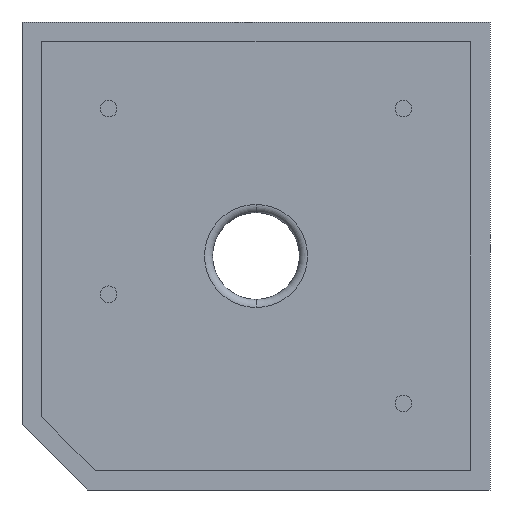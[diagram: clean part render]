
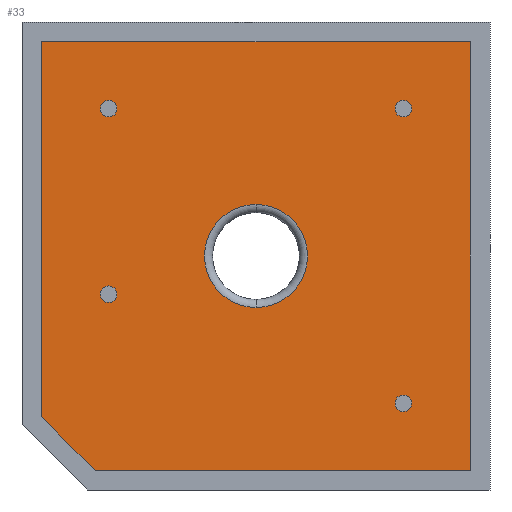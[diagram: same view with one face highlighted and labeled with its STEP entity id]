
A CAD part, front view. The second image highlights one B-rep face of the part: STEP entity #33.
In plain terms, the highlighted planar face has unit normal (0, -1, 0).
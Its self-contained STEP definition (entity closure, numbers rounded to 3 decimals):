
#3 = CARTESIAN_POINT ( 'NONE',  ( -13.175, 0.2, -9.878 ) ) ;
#29 = DIRECTION ( 'NONE',  ( 0., 1., 0. ) ) ;
#31 = DIRECTION ( 'NONE',  ( 0., 0., -1. ) ) ;
#33 = ADVANCED_FACE ( 'NONE', ( #578, #689 ), #893, .T. ) ;
#44 = DIRECTION ( 'NONE',  ( 0., 0., -1. ) ) ;
#48 = VERTEX_POINT ( 'NONE', #820 ) ;
#64 = LINE ( 'NONE', #870, #84 ) ;
#75 = DIRECTION ( 'NONE',  ( 0.707, 0., -0.707 ) ) ;
#84 = VECTOR ( 'NONE', #946, 1000. ) ;
#92 = CARTESIAN_POINT ( 'NONE',  ( -13.175, 0.2, 13.175 ) ) ;
#93 = EDGE_CURVE ( 'NONE', #864, #586, #794, .T. ) ;
#96 = EDGE_LOOP ( 'NONE', ( #626, #307, #790, #919, #282 ) ) ;
#172 = VERTEX_POINT ( 'NONE', #617 ) ;
#185 = CARTESIAN_POINT ( 'NONE',  ( 0., 0.2, 0. ) ) ;
#211 = VECTOR ( 'NONE', #381, 1000. ) ;
#282 = ORIENTED_EDGE ( 'NONE', *, *, #727, .T. ) ;
#307 = ORIENTED_EDGE ( 'NONE', *, *, #785, .T. ) ;
#310 = LINE ( 'NONE', #648, #716 ) ;
#320 = DIRECTION ( 'NONE',  ( 0., 0., 1. ) ) ;
#352 = DIRECTION ( 'NONE',  ( 0., 0., -1. ) ) ;
#363 = VECTOR ( 'NONE', #44, 1000. ) ;
#375 = VERTEX_POINT ( 'NONE', #735 ) ;
#381 = DIRECTION ( 'NONE',  ( 1., 0., 0. ) ) ;
#425 = CARTESIAN_POINT ( 'NONE',  ( 0., 0.2, 3.167 ) ) ;
#430 = CARTESIAN_POINT ( 'NONE',  ( -13.175, 0.2, 13.175 ) ) ;
#437 = DIRECTION ( 'NONE',  ( 0., 0., -1. ) ) ;
#451 = EDGE_CURVE ( 'NONE', #812, #48, #808, .T. ) ;
#521 = EDGE_CURVE ( 'NONE', #48, #172, #813, .T. ) ;
#578 = FACE_BOUND ( 'NONE', #672, .T. ) ;
#581 = CIRCLE ( 'NONE', #800, 3.168 ) ;
#582 = AXIS2_PLACEMENT_3D ( 'NONE', #185, #977, #437 ) ;
#586 = VERTEX_POINT ( 'NONE', #425 ) ;
#604 = CARTESIAN_POINT ( 'NONE',  ( 0., 0.2, -3.168 ) ) ;
#617 = CARTESIAN_POINT ( 'NONE',  ( -9.878, 0.2, -13.175 ) ) ;
#626 = ORIENTED_EDGE ( 'NONE', *, *, #842, .T. ) ;
#643 = CARTESIAN_POINT ( 'NONE',  ( 0., 0.2, 0. ) ) ;
#648 = CARTESIAN_POINT ( 'NONE',  ( 13.175, 0.2, -13.175 ) ) ;
#672 = EDGE_LOOP ( 'NONE', ( #968, #714 ) ) ;
#676 = CARTESIAN_POINT ( 'NONE',  ( -9.878, 0.2, -13.175 ) ) ;
#688 = AXIS2_PLACEMENT_3D ( 'NONE', #901, #746, #352 ) ;
#689 = FACE_OUTER_BOUND ( 'NONE', #96, .T. ) ;
#714 = ORIENTED_EDGE ( 'NONE', *, *, #832, .T. ) ;
#716 = VECTOR ( 'NONE', #320, 1000. ) ;
#727 = EDGE_CURVE ( 'NONE', #172, #932, #925, .T. ) ;
#735 = CARTESIAN_POINT ( 'NONE',  ( 13.175, 0.2, 13.175 ) ) ;
#746 = DIRECTION ( 'NONE',  ( 0., -1., 0. ) ) ;
#785 = EDGE_CURVE ( 'NONE', #375, #812, #64, .T. ) ;
#790 = ORIENTED_EDGE ( 'NONE', *, *, #451, .T. ) ;
#794 = CIRCLE ( 'NONE', #582, 3.168 ) ;
#800 = AXIS2_PLACEMENT_3D ( 'NONE', #643, #29, #31 ) ;
#808 = LINE ( 'NONE', #430, #363 ) ;
#812 = VERTEX_POINT ( 'NONE', #92 ) ;
#813 = LINE ( 'NONE', #3, #993 ) ;
#820 = CARTESIAN_POINT ( 'NONE',  ( -13.175, 0.2, -9.878 ) ) ;
#832 = EDGE_CURVE ( 'NONE', #586, #864, #581, .T. ) ;
#842 = EDGE_CURVE ( 'NONE', #932, #375, #310, .T. ) ;
#845 = CARTESIAN_POINT ( 'NONE',  ( 13.175, 0.2, -13.175 ) ) ;
#864 = VERTEX_POINT ( 'NONE', #604 ) ;
#870 = CARTESIAN_POINT ( 'NONE',  ( 13.175, 0.2, 13.175 ) ) ;
#893 = PLANE ( 'NONE',  #688 ) ;
#901 = CARTESIAN_POINT ( 'NONE',  ( 13.175, 0.2, 13.175 ) ) ;
#919 = ORIENTED_EDGE ( 'NONE', *, *, #521, .T. ) ;
#925 = LINE ( 'NONE', #676, #211 ) ;
#932 = VERTEX_POINT ( 'NONE', #845 ) ;
#946 = DIRECTION ( 'NONE',  ( -1., 0., 0. ) ) ;
#968 = ORIENTED_EDGE ( 'NONE', *, *, #93, .T. ) ;
#977 = DIRECTION ( 'NONE',  ( 0., 1., 0. ) ) ;
#993 = VECTOR ( 'NONE', #75, 1000. ) ;
